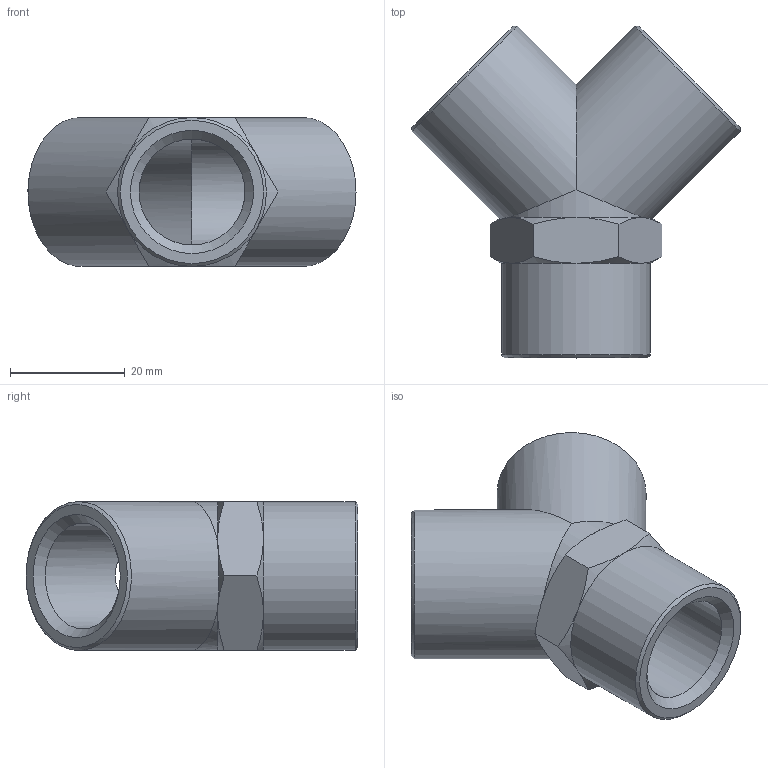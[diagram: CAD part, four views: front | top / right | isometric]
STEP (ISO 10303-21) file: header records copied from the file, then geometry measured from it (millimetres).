
FILE_DESCRIPTION (( 'STEP AP214' ), '1' );
FILE_NAME ('0601000010500A.STEP', '2013-08-07T15:01:41', ( 'ST01' ), ( '' ), 'SwSTEP 2.0', 'SolidWorks 2012', '' );
FILE_SCHEMA (( 'AUTOMOTIVE_DESIGN' ));
Length unit declared in the file: millimetre
Products named in the file (1): 0601000010500A
Bounding box: 57.28 x 57.94 x 26 mm (x, y, z)
Volume: 19092.3 mm3; surface area: 10747.7 mm2
Topology: 1 solids, 1 shells, 39 faces, 94 edges, 56 vertices
Faces by surface type: cone 18, plane 11, cylinder 10
Full cylindrical faces by diameter (mm): 18.5 x3, 26 x3
Entity records: 1155 total; most frequent: CARTESIAN_POINT 373, ORIENTED_EDGE 152, DIRECTION 142, EDGE_CURVE 76, AXIS2_PLACEMENT_3D 68, EDGE_LOOP 54, VERTEX_POINT 50, FACE_OUTER_BOUND 45
